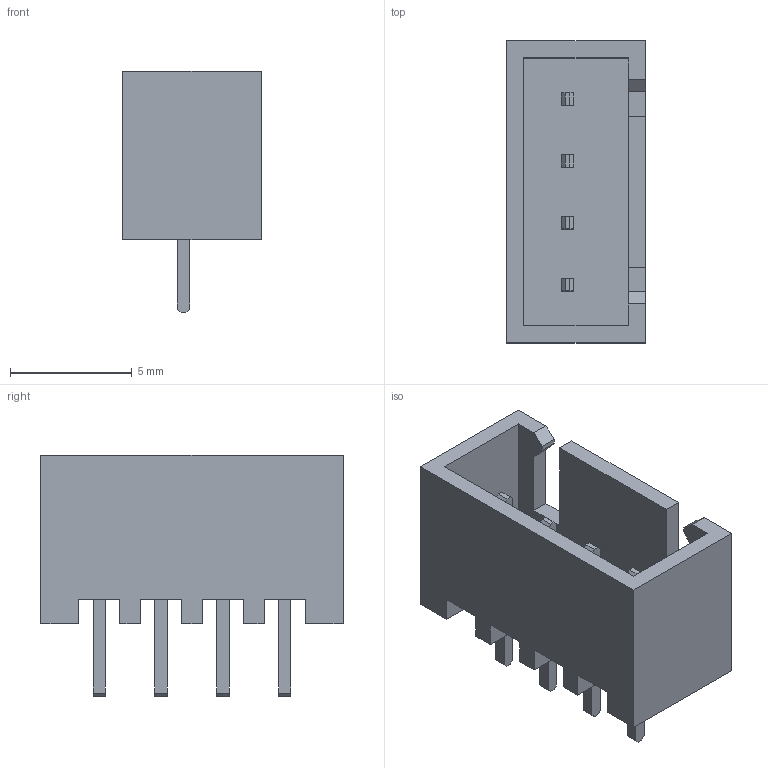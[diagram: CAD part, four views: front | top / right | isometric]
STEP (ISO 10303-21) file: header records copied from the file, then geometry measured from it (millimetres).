
FILE_DESCRIPTION(/* description */ (''),/* implementation_level */ '2;1');
FILE_NAME(/* name */ 'JST-XH-4 v7.step',/* time_stamp */ '2022-07-01T14:29:08-07:00',/* author */ (''),/* organization */ (''),/* preprocessor_version */ 'ST-DEVELOPER v19',/* originating_system */ 'Autodesk Translation Framework v11.7.0.108',/* authorisation */ '');
FILE_SCHEMA (('AUTOMOTIVE_DESIGN { 1 0 10303 214 3 1 1 }'));
Length unit declared in the file: millimetre
Products named in the file (1): JST-XH-4
Bounding box: 5.7 x 12.4 x 9.9 mm (x, y, z)
Volume: 179.7 mm3; surface area: 654.8 mm2
Topology: 5 solids, 5 shells, 96 faces, 258 edges, 172 vertices
Faces by surface type: plane 96
Entity records: 3001 total; most frequent: CARTESIAN_POINT 527, ORIENTED_EDGE 516, DIRECTION 452, LINE 258, VECTOR 258, EDGE_CURVE 258, VERTEX_POINT 172, EDGE_LOOP 104
